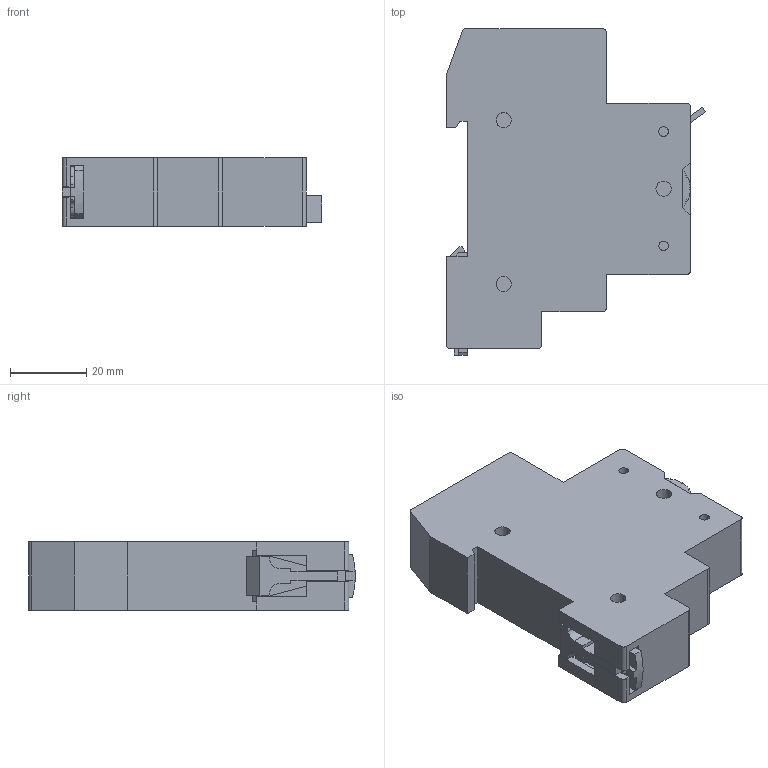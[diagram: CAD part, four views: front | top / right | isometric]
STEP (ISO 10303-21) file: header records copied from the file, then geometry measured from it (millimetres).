
FILE_DESCRIPTION (( 'STEP AP203' ), '1' );
FILE_NAME ('Òàéìåð ýëåêòðîííûé ÒË-47 EKF PROxima.STEP', '2016-11-25T12:09:12', ( '' ), ( '' ), 'SwSTEP 2.0', 'SolidWorks 2014', '' );
FILE_SCHEMA (( 'CONFIG_CONTROL_DESIGN' ));
Length unit declared in the file: millimetre
Products named in the file (5): øëÿïêà âèíòà(01); 亦殪屦 脲耱龛黜; Òàéìåð ýëåêòðîííûé ÒË-47 EKF PROxima; 櫻蠉錪1; 櫻蠉錪2
Assembly tree (7 placements, depth 2):
  Òàéìåð ýëåêòðîííûé ÒË-47 EKF PROxima
    亦殪屦 脲耱龛黜
    櫻蠉錪2
    櫻蠉錪1
    øëÿïêà âèíòà(01)  x4
Bounding box: 68 x 85.7 x 18 mm (x, y, z)
Volume: 72870 mm3; surface area: 17099.6 mm2
Topology: 9 solids, 9 shells, 241 faces, 630 edges, 420 vertices
Faces by surface type: plane 190, cylinder 51
Entity records: 6511 total; most frequent: CARTESIAN_POINT 1043, ORIENTED_EDGE 1008, DIRECTION 1008, EDGE_CURVE 504, VECTOR 406, LINE 406, VERTEX_POINT 336, AXIS2_PLACEMENT_3D 301
